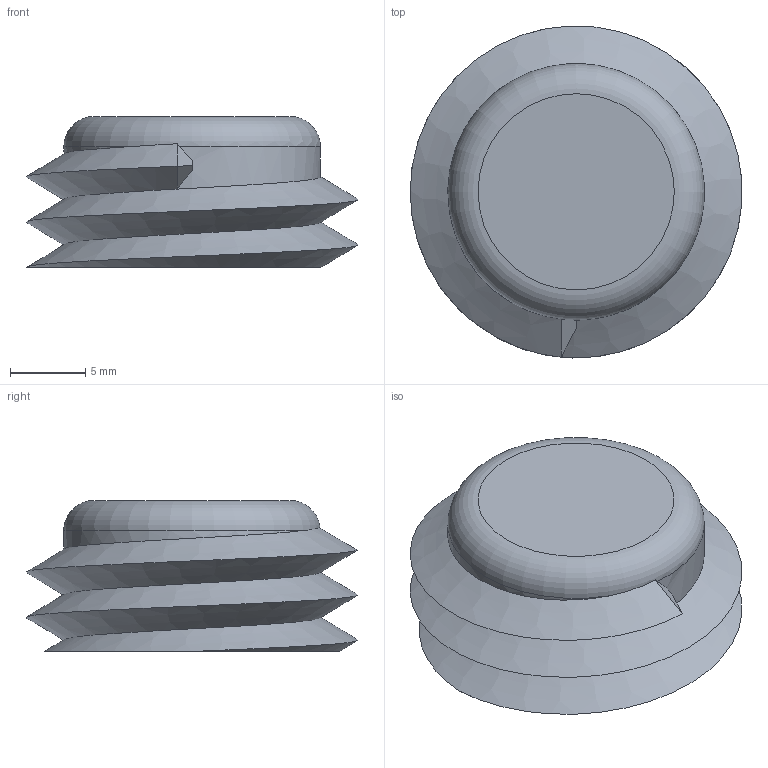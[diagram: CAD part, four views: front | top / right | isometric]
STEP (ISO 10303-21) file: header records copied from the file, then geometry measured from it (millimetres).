
FILE_DESCRIPTION(/* description */ (''),/* implementation_level */ '2;1');
FILE_NAME(/* name */ 'bouchon batterie.stp',/* time_stamp */ '2018-09-26T16:36:05-04:00',/* author */ ('yvonq'),/* organization */ (''),/* preprocessor_version */ 'ST-DEVELOPER v17',/* originating_system */ 'Autodesk Inventor 2018',/* authorisation */ '');
FILE_SCHEMA (('AUTOMOTIVE_DESIGN { 1 0 10303 214 3 1 1 }'));
Length unit declared in the file: millimetre
Products named in the file (1): bouchon batterie
Bounding box: 21.98 x 21.99 x 10 mm (x, y, z)
Volume: 2430.9 mm3; surface area: 1778.1 mm2
Topology: 1 solids, 1 shells, 22 faces, 60 edges, 42 vertices
Faces by surface type: plane 16, bspline 4, torus 1, cylinder 1
Entity records: 1563 total; most frequent: CARTESIAN_POINT 992, ORIENTED_EDGE 118, DIRECTION 87, EDGE_CURVE 59, VERTEX_POINT 40, LINE 37, VECTOR 37, AXIS2_PLACEMENT_3D 25
